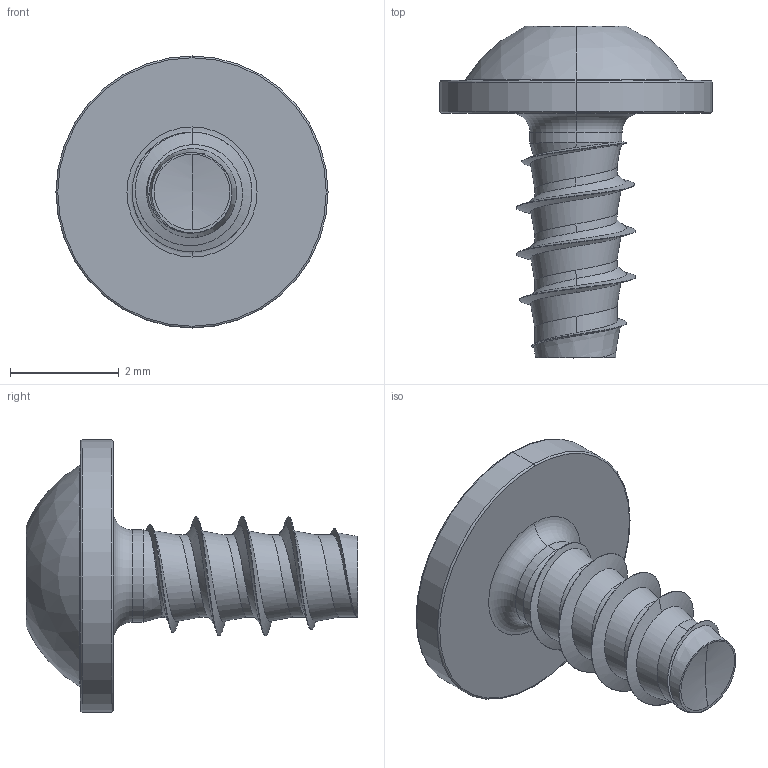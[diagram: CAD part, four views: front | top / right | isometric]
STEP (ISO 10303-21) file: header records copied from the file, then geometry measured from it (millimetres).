
FILE_DESCRIPTION (( 'STEP AP203' ), '1' );
FILE_NAME ('STP380220045.STEP', '2017-08-15T17:22:22', ( '' ), ( '' ), 'SwSTEP 2.0', 'SolidWorks 2015', '' );
FILE_SCHEMA (( 'CONFIG_CONTROL_DESIGN' ));
Length unit declared in the file: millimetre
Products named in the file (1): STP380220045
Bounding box: 5 x 6.1 x 5 mm (x, y, z)
Volume: 27.9 mm3; surface area: 88.7 mm2
Topology: 1 solids, 1 shells, 95 faces, 228 edges, 136 vertices
Faces by surface type: cylinder 35, bspline 35, cone 10, torus 8, sphere 4, plane 3
Entity records: 9929 total; most frequent: CARTESIAN_POINT 7968, ORIENTED_EDGE 452, DIRECTION 309, EDGE_CURVE 226, VERTEX_POINT 136, AXIS2_PLACEMENT_3D 130, B_SPLINE_CURVE_WITH_KNOTS 99, EDGE_LOOP 98
